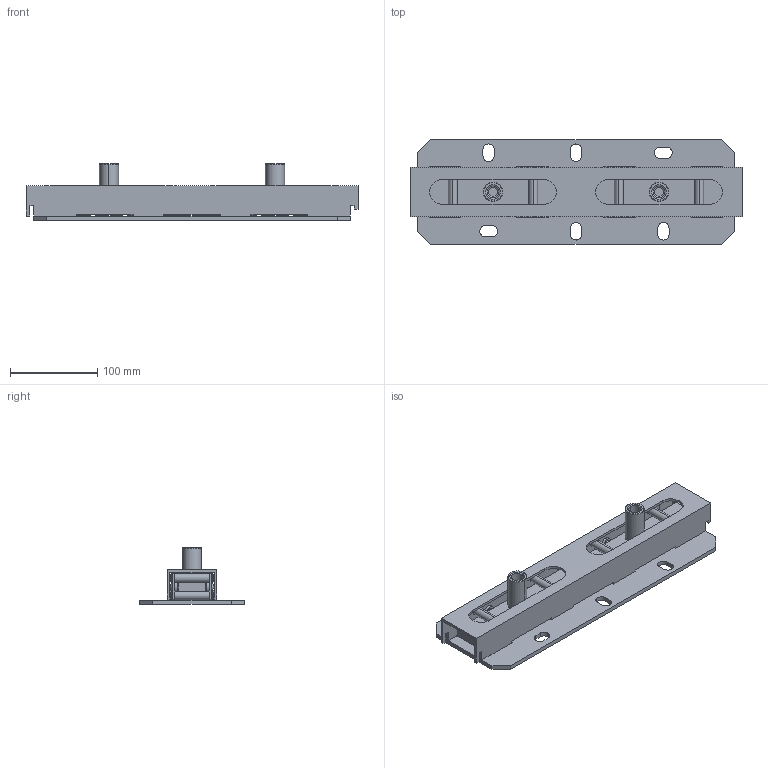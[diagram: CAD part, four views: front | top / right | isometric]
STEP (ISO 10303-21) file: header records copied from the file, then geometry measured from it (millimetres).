
FILE_DESCRIPTION (( 'STEP AP214' ), '1' );
FILE_NAME ('R954-159.STEP', '2024-07-08T13:31:23', ( '' ), ( '' ), 'SwSTEP 2.0', 'SolidWorks 2024', '' );
FILE_SCHEMA (( 'AUTOMOTIVE_DESIGN' ));
Length unit declared in the file: millimetre
Products named in the file (1): R954-159
Bounding box: 380 x 120 x 65 mm (x, y, z)
Surface area: 271258.2 mm2 (no closed solid volume)
Topology: 0 solids, 30 shells, 570 faces, 1444 edges, 928 vertices
Faces by surface type: plane 282, cylinder 138, cone 76, sphere 70, torus 4
Entity records: 21033 total; most frequent: CARTESIAN_POINT 7149, DIRECTION 2848, ORIENTED_EDGE 2764, EDGE_CURVE 1390, AXIS2_PLACEMENT_3D 977, VERTEX_POINT 896, VECTOR 894, LINE 894
